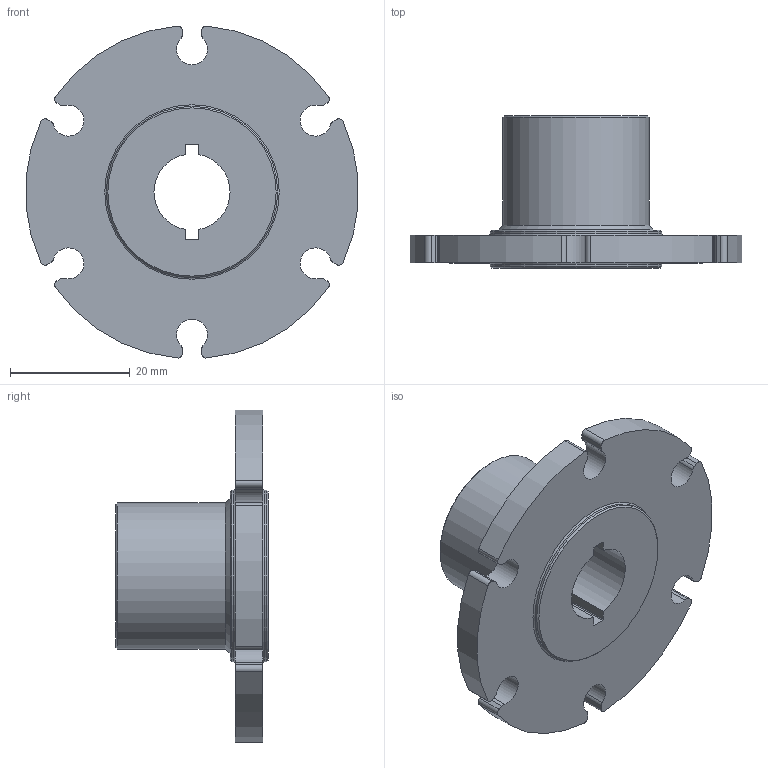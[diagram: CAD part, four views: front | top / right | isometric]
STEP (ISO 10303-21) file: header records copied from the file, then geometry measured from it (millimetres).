
FILE_DESCRIPTION(/* description */ (''),/* implementation_level */ '2;1');
FILE_NAME(/* name */ 'am-0976.stp',/* time_stamp */ '2019-11-26T11:45:25-08:00',/* author */ ('Phillips Lenovo'),/* organization */ ('Autodesk Inc.'),/* preprocessor_version */ 'ST-DEVELOPER v18',/* originating_system */ 'Autodesk Inventor 2020',/* authorisation */ '');
FILE_SCHEMA (('AUTOMOTIVE_DESIGN { 1 0 10303 214 3 1 1 }'));
Length unit declared in the file: inch
Products named in the file (1): am-0976
Bounding box: 55.36 x 25.4 x 55.37 mm (x, y, z)
Volume: 17014.7 mm3; surface area: 8119.8 mm2
Topology: 1 solids, 1 shells, 76 faces, 217 edges, 146 vertices
Faces by surface type: cylinder 45, plane 23, torus 4, cone 4
Full cylindrical faces by diameter (mm): 24.384 x1, 28.575 x2
Entity records: 2618 total; most frequent: DIRECTION 477, CARTESIAN_POINT 476, ORIENTED_EDGE 434, EDGE_CURVE 217, AXIS2_PLACEMENT_3D 187, VERTEX_POINT 146, CIRCLE 110, LINE 103
